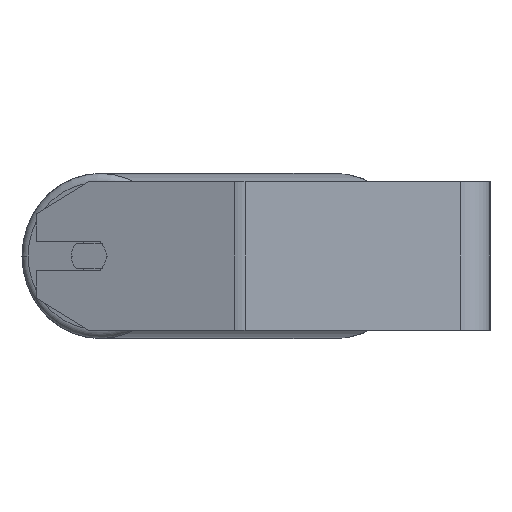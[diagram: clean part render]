
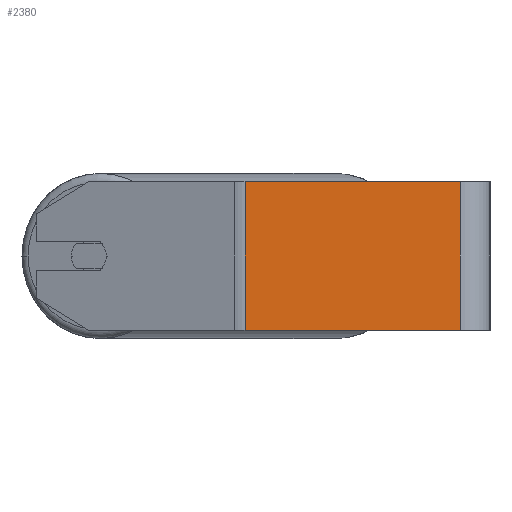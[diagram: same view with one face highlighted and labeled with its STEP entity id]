
A CAD part, left-side view. The second image highlights one B-rep face of the part: STEP entity #2380.
In plain terms, the highlighted planar face has unit normal (-1, 0, 0).
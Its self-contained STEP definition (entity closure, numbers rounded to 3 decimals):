
#145 = VECTOR ( 'NONE', #4713, 1000. ) ;
#375 = VERTEX_POINT ( 'NONE', #4691 ) ;
#590 = LINE ( 'NONE', #5570, #2384 ) ;
#596 = VERTEX_POINT ( 'NONE', #3812 ) ;
#864 = FACE_OUTER_BOUND ( 'NONE', #1021, .T. ) ;
#1003 = DIRECTION ( 'NONE',  ( 0., -1., 0. ) ) ;
#1021 = EDGE_LOOP ( 'NONE', ( #6587, #6988, #2468, #5307 ) ) ;
#1318 = VECTOR ( 'NONE', #1705, 1000. ) ;
#1705 = DIRECTION ( 'NONE',  ( 0., -1., 0. ) ) ;
#1772 = EDGE_CURVE ( 'NONE', #375, #596, #590, .T. ) ;
#1833 = EDGE_CURVE ( 'NONE', #4473, #4270, #7340, .T. ) ;
#2058 = DIRECTION ( 'NONE',  ( 1., 0., 0. ) ) ;
#2093 = CARTESIAN_POINT ( 'NONE',  ( -420., 134.723, 40. ) ) ;
#2380 = ADVANCED_FACE ( 'NONE', ( #864 ), #3244, .F. ) ;
#2384 = VECTOR ( 'NONE', #1003, 1000. ) ;
#2468 = ORIENTED_EDGE ( 'NONE', *, *, #1772, .F. ) ;
#2797 = DIRECTION ( 'NONE',  ( 0., 0., -1. ) ) ;
#3047 = CARTESIAN_POINT ( 'NONE',  ( -420., 16., -40. ) ) ;
#3244 = PLANE ( 'NONE',  #5836 ) ;
#3433 = EDGE_CURVE ( 'NONE', #375, #4473, #5119, .T. ) ;
#3812 = CARTESIAN_POINT ( 'NONE',  ( -420., 16., 40. ) ) ;
#4144 = CARTESIAN_POINT ( 'NONE',  ( -420., 131.902, 40. ) ) ;
#4270 = VERTEX_POINT ( 'NONE', #3047 ) ;
#4466 = CARTESIAN_POINT ( 'NONE',  ( -420., 16., 40. ) ) ;
#4473 = VERTEX_POINT ( 'NONE', #6275 ) ;
#4691 = CARTESIAN_POINT ( 'NONE',  ( -420., 131.902, 40. ) ) ;
#4713 = DIRECTION ( 'NONE',  ( 0., 0., -1. ) ) ;
#5119 = LINE ( 'NONE', #4144, #145 ) ;
#5195 = EDGE_CURVE ( 'NONE', #596, #4270, #7282, .T. ) ;
#5307 = ORIENTED_EDGE ( 'NONE', *, *, #3433, .T. ) ;
#5570 = CARTESIAN_POINT ( 'NONE',  ( -420., 134.723, 40. ) ) ;
#5836 = AXIS2_PLACEMENT_3D ( 'NONE', #2093, #2058, #7206 ) ;
#6103 = VECTOR ( 'NONE', #2797, 1000. ) ;
#6275 = CARTESIAN_POINT ( 'NONE',  ( -420., 131.902, -40. ) ) ;
#6587 = ORIENTED_EDGE ( 'NONE', *, *, #1833, .T. ) ;
#6795 = CARTESIAN_POINT ( 'NONE',  ( -420., 134.723, -40. ) ) ;
#6988 = ORIENTED_EDGE ( 'NONE', *, *, #5195, .F. ) ;
#7206 = DIRECTION ( 'NONE',  ( 0., 0., -1. ) ) ;
#7282 = LINE ( 'NONE', #4466, #6103 ) ;
#7340 = LINE ( 'NONE', #6795, #1318 ) ;
